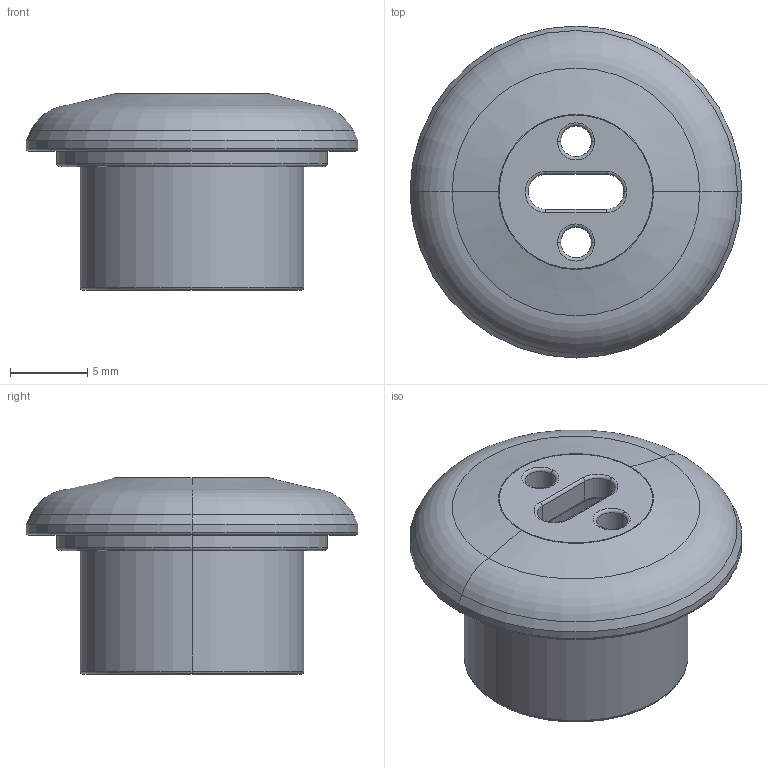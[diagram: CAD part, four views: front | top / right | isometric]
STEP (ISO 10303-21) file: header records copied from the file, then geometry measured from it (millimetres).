
FILE_DESCRIPTION (( 'STEP AP214' ), '1' );
FILE_NAME ('7. Sprocket Cap.STEP', '2021-05-27T18:12:29', ( '' ), ( '' ), 'SwSTEP 2.0', 'SolidWorks 2020', '' );
FILE_SCHEMA (( 'AUTOMOTIVE_DESIGN' ));
Length unit declared in the file: millimetre
Products named in the file (1): 7. Sprocket Cap
Bounding box: 21.5 x 21.5 x 12.71 mm (x, y, z)
Volume: 1268.6 mm3; surface area: 1661.9 mm2
Topology: 1 solids, 1 shells, 58 faces, 124 edges, 71 vertices
Faces by surface type: torus 28, cylinder 19, plane 7, cone 4
Entity records: 1629 total; most frequent: DIRECTION 337, CARTESIAN_POINT 254, ORIENTED_EDGE 248, AXIS2_PLACEMENT_3D 154, EDGE_CURVE 124, CIRCLE 95, VERTEX_POINT 71, EDGE_LOOP 67
